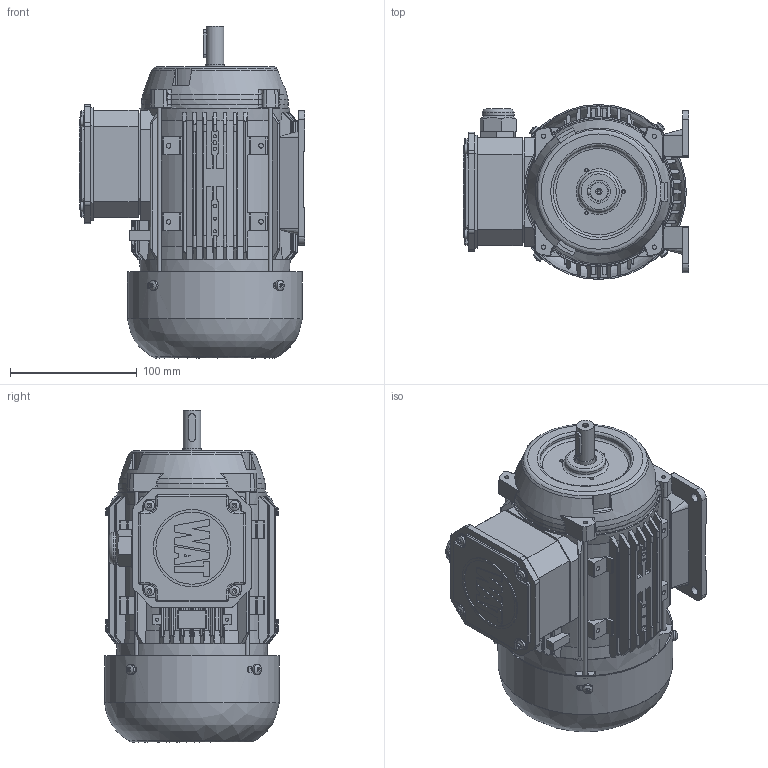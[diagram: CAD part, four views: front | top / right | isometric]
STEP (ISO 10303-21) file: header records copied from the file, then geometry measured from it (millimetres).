
FILE_DESCRIPTION(/* description */ (''),/* implementation_level */ '2;1');
FILE_NAME(/* name */ '(QE series) 71_B3 - Deep Cover.stp',/* time_stamp */ '2024-07-29T10:26:28+03:00',/* author */ (''),/* organization */ (''),/* preprocessor_version */ 'ST-DEVELOPER v18.102',/* originating_system */ 'SIEMENS PLM Software NX2206.8101',/* authorisation */ '');
FILE_SCHEMA (('AUTOMOTIVE_DESIGN { 1 0 10303 214 3 1 1 1 }'));
Products named in the file (1): 001_objects
Bounding box: 178.11 x 138 x 262 mm (x, y, z)
Surface area: 466330.3 mm2 (no closed solid volume)
Topology: 0 solids, 26 shells, 2800 faces, 7630 edges, 4917 vertices
Faces by surface type: plane 1431, cylinder 741, bspline 341, cone 156, extrusion 83, torus 48
Full cylindrical faces by diameter (mm): 2.5 x10, 3 x5, 3.3 x13, 3.65 x12, 3.7 x3, 4 x12, 4.5 x4, 4.6 x2, 4.65 x4, 4.8 x4, 5 x6, 5.2 x4, 6 x1, 6.4 x1, 6.6 x1, 7 x5, 8 x9, 12 x1, 12.4 x1, 14 x1, 14.2 x2, 14.96 x1, 15 x2, 15.2 x1, 18 x1, 18.2 x1, 19 x1, 19.84 x1, 24.1 x2, 25.28 x1
Entity records: 102777 total; most frequent: CARTESIAN_POINT 36343, ORIENTED_EDGE 14728, DIRECTION 12112, EDGE_CURVE 7364, VERTEX_POINT 4900, AXIS2_PLACEMENT_3D 4127, VECTOR 3858, LINE 3775
